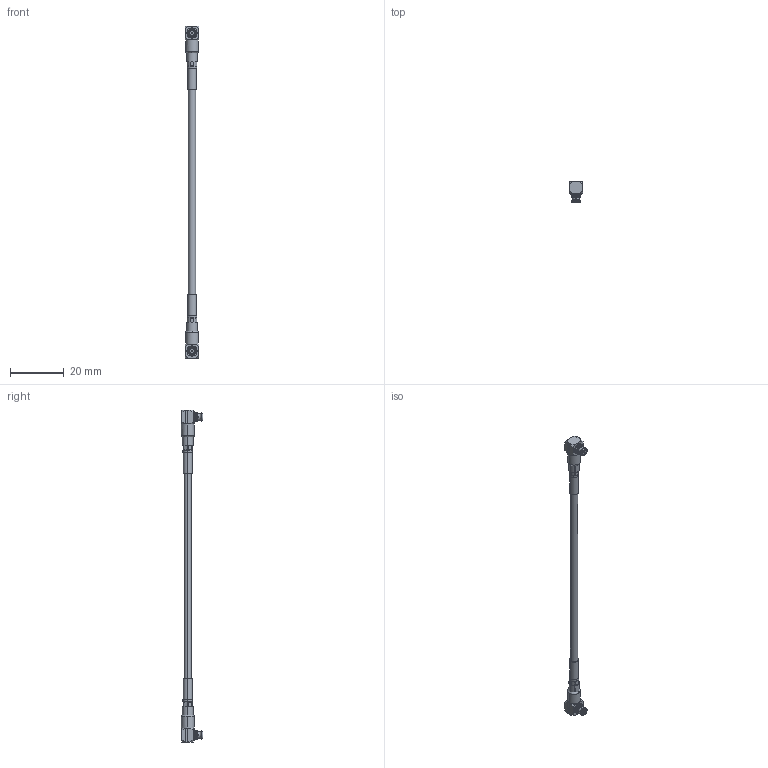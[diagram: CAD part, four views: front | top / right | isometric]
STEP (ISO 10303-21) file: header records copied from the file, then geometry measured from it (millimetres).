
FILE_DESCRIPTION (( 'STEP AP203' ), '1' );
FILE_NAME ('SCA61086.step', '2019-05-16T15:32:35', ( '' ), ( '' ), 'SwSTEP 2.0', 'SolidWorks 2018', '' );
FILE_SCHEMA (( 'CONFIG_CONTROL_DESIGN' ));
Length unit declared in the file: inch
Products named in the file (3): Coax Cable_FM-F086; SCA61086-Conn_Heat Shrink; SCA61086
Assembly tree (3 placements, depth 2):
  SCA61086
    Coax Cable_FM-F086
    SCA61086-Conn_Heat Shrink  x2
Bounding box: 5.18 x 7.94 x 123.14 mm (x, y, z)
Volume: 1354 mm3; surface area: 2064.2 mm2
Topology: 7 solids, 7 shells, 320 faces, 840 edges, 534 vertices
Faces by surface type: plane 154, cylinder 112, cone 50, bspline 4
Entity records: 5771 total; most frequent: CARTESIAN_POINT 1500, ORIENTED_EDGE 846, DIRECTION 828, EDGE_CURVE 423, AXIS2_PLACEMENT_3D 321, VERTEX_POINT 269, VECTOR 186, LINE 186
